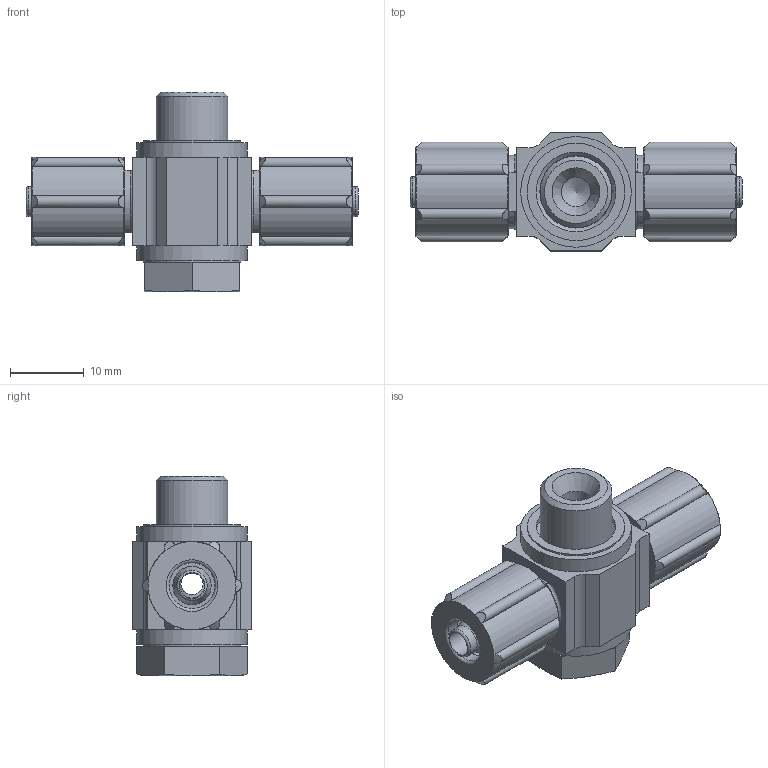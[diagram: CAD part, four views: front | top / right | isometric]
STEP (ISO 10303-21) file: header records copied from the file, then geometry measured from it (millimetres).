
FILE_DESCRIPTION(/* description */ ('STEP AP214'),/* implementation_level */ '2;1');
FILE_NAME(/* name */ '6263_TCK-1_8-PK-4-KU',/* time_stamp */ '2024-09-10T09:27:13+02:00',/* author */ ('License CC BY-ND 4.0'),/* organization */ ('CADENAS'),/* preprocessor_version */ 'ST-DEVELOPER v19.3',/* originating_system */ 'PARTsolutions',/* authorisation */ ' ');
FILE_SCHEMA (('AUTOMOTIVE_DESIGN {1 0 10303 214 3 1 1}'));
Length unit declared in the file: millimetre
Products named in the file (5): 6263 TCK-1/8-PK-4-KU; 6263 TCK-1/8-PK-4-KU_D; 325232 TCK-1/8-PK-4-KU; 2972 HL-1/8; 211291 MCK-PK-4-KU
Assembly tree (5 placements, depth 2):
  6263 TCK-1/8-PK-4-KU
    6263 TCK-1/8-PK-4-KU_D
    325232 TCK-1/8-PK-4-KU
    2972 HL-1/8
    211291 MCK-PK-4-KU  x2
Bounding box: 45 x 16 x 27.1 mm (x, y, z)
Volume: 6524.2 mm3; surface area: 6124.8 mm2
Topology: 4 solids, 4 shells, 143 faces, 340 edges, 218 vertices
Faces by surface type: cylinder 61, plane 47, cone 25, torus 10
Full cylindrical faces by diameter (mm): 3 x2, 3.4 x2, 4 x1, 4.1 x2, 4.8 x2, 6.2 x2, 8 x1, 8.917 x2, 9.7 x1, 9.728 x1, 9.8 x1, 10 x2, 10.8 x2, 13.2 x2, 15 x2
Entity records: 3540 total; most frequent: CARTESIAN_POINT 808, DIRECTION 544, ORIENTED_EDGE 480, EDGE_CURVE 240, AXIS2_PLACEMENT_3D 224, FACE_BOUND 183, EDGE_LOOP 182, VERTEX_POINT 177
